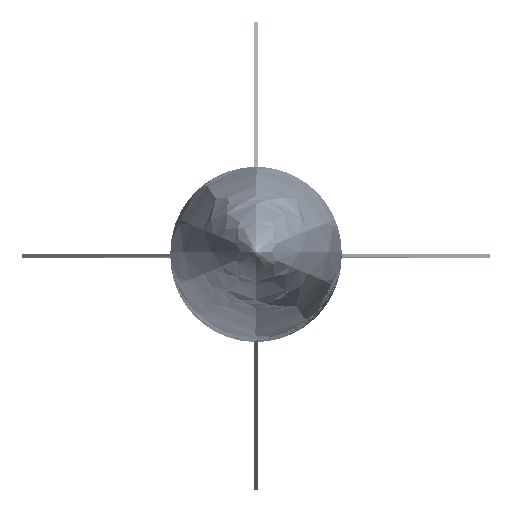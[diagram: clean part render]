
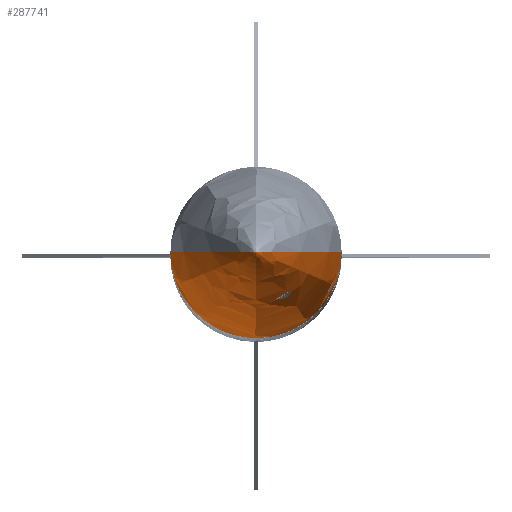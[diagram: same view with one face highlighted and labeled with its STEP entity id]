
A CAD part, top view. The second image highlights one B-rep face of the part: STEP entity #287741.
In plain terms, the highlighted free-form (B-spline) face has degree [3, 3] with [4, 4] control points.
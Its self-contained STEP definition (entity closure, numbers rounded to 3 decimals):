
#284297 = VERTEX_POINT('',#284298);
#284298 = CARTESIAN_POINT('',(1452.682,569.353,
    2673.082));
#284299 = VERTEX_POINT('',#284300);
#284300 = CARTESIAN_POINT('',(1645.495,569.353,
    2673.082));
#284308 = EDGE_CURVE('',#284297,#284309,#284311,.T.);
#284309 = VERTEX_POINT('',#284310);
#284310 = CARTESIAN_POINT('',(1549.088,569.353,
    3058.708));
#284311 = B_SPLINE_CURVE_WITH_KNOTS('',3,(#284312,#284313,#284314,
    #284315),.UNSPECIFIED.,.F.,.F.,(4,4),(0.,1.),
  .PIECEWISE_BEZIER_KNOTS.);
#284312 = CARTESIAN_POINT('',(1452.682,569.353,
    2673.082));
#284313 = CARTESIAN_POINT('',(1454.257,569.353,
    2844.464));
#284314 = CARTESIAN_POINT('',(1527.983,569.353,
    3055.028));
#284315 = CARTESIAN_POINT('',(1549.088,569.353,
    3058.708));
#284317 = EDGE_CURVE('',#284299,#284309,#284318,.T.);
#284318 = B_SPLINE_CURVE_WITH_KNOTS('',3,(#284319,#284320,#284321,
    #284322),.UNSPECIFIED.,.F.,.F.,(4,4),(0.,1.),
  .PIECEWISE_BEZIER_KNOTS.);
#284319 = CARTESIAN_POINT('',(1645.495,569.353,
    2673.082));
#284320 = CARTESIAN_POINT('',(1643.92,569.353,
    2844.464));
#284321 = CARTESIAN_POINT('',(1570.193,569.353,
    3055.028));
#284322 = CARTESIAN_POINT('',(1549.088,569.353,
    3058.708));
#287741 = ADVANCED_FACE('',(#287742),#287754,.T.);
#287742 = FACE_BOUND('',#287743,.T.);
#287743 = EDGE_LOOP('',(#287744,#287745,#287753));
#287744 = ORIENTED_EDGE('',*,*,#284308,.F.);
#287745 = ORIENTED_EDGE('',*,*,#287746,.F.);
#287746 = EDGE_CURVE('',#284299,#284297,#287747,.T.);
#287747 = ( BOUNDED_CURVE() B_SPLINE_CURVE(2,(#287748,#287749,#287750,
#287751,#287752),.UNSPECIFIED.,.F.,.F.) B_SPLINE_CURVE_WITH_KNOTS((3,2,3
    ),(1.571,3.142,4.712),
.PIECEWISE_BEZIER_KNOTS.) CURVE() GEOMETRIC_REPRESENTATION_ITEM() 
RATIONAL_B_SPLINE_CURVE((1.,0.707,1.,0.707,1.)) 
REPRESENTATION_ITEM('') );
#287748 = CARTESIAN_POINT('',(1645.495,569.353,
    2673.082));
#287749 = CARTESIAN_POINT('',(1645.495,472.946,
    2673.082));
#287750 = CARTESIAN_POINT('',(1549.088,472.946,
    2673.082));
#287751 = CARTESIAN_POINT('',(1452.682,472.946,
    2673.082));
#287752 = CARTESIAN_POINT('',(1452.682,569.353,
    2673.082));
#287753 = ORIENTED_EDGE('',*,*,#284317,.T.);
#287754 = ( BOUNDED_SURFACE() B_SPLINE_SURFACE(3,3,(
    (#287755,#287756,#287757,#287758)
    ,(#287759,#287760,#287761,#287762)
    ,(#287763,#287764,#287765,#287766)
    ,(#287767,#287768,#287769,#287770
)),.UNSPECIFIED.,.F.,.F.,.F.) B_SPLINE_SURFACE_WITH_KNOTS((4,4),(4,4),(
    0.,1.),(0.,1.),.PIECEWISE_BEZIER_KNOTS.) 
GEOMETRIC_REPRESENTATION_ITEM() RATIONAL_B_SPLINE_SURFACE((
    (1.,0.333,0.333,1.)
    ,(1.,0.333,0.333,1.)
    ,(1.,0.333,0.333,1.)
,(1.,0.333,0.333,1.
))) REPRESENTATION_ITEM('') SURFACE() );
#287755 = CARTESIAN_POINT('',(1645.495,569.353,
    2673.082));
#287756 = CARTESIAN_POINT('',(1645.495,376.539,
    2673.082));
#287757 = CARTESIAN_POINT('',(1452.682,376.539,
    2673.082));
#287758 = CARTESIAN_POINT('',(1452.682,569.353,
    2673.082));
#287759 = CARTESIAN_POINT('',(1643.92,569.353,
    2844.464));
#287760 = CARTESIAN_POINT('',(1643.92,379.69,
    2844.464));
#287761 = CARTESIAN_POINT('',(1454.257,379.69,
    2844.464));
#287762 = CARTESIAN_POINT('',(1454.257,569.353,
    2844.464));
#287763 = CARTESIAN_POINT('',(1570.193,569.353,
    3055.028));
#287764 = CARTESIAN_POINT('',(1570.193,527.142,
    3055.028));
#287765 = CARTESIAN_POINT('',(1527.983,527.142,
    3055.028));
#287766 = CARTESIAN_POINT('',(1527.983,569.353,
    3055.028));
#287767 = CARTESIAN_POINT('',(1549.088,569.353,
    3058.708));
#287768 = CARTESIAN_POINT('',(1549.088,569.353,
    3058.708));
#287769 = CARTESIAN_POINT('',(1549.088,569.353,
    3058.708));
#287770 = CARTESIAN_POINT('',(1549.088,569.353,
    3058.708));
